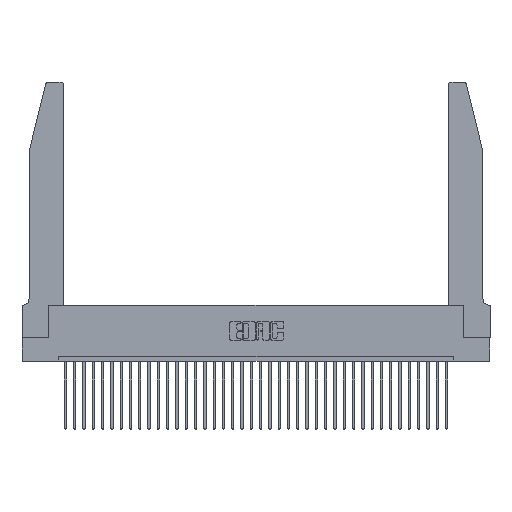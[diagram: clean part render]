
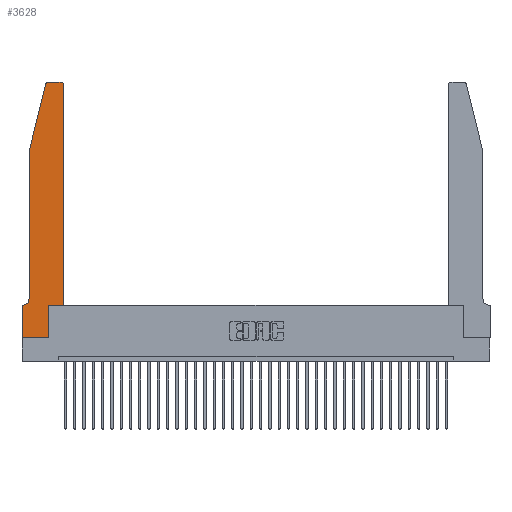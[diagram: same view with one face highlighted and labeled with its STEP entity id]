
A CAD part, top view. The second image highlights one B-rep face of the part: STEP entity #3628.
In plain terms, the highlighted planar face has unit normal (0, 0, 1).
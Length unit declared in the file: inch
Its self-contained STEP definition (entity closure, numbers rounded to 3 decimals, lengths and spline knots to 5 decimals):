
#65 = DIRECTION ( 'NONE',  ( 1., 0., 0. ) ) ;
#523 = VERTEX_POINT ( 'NONE', #23458 ) ;
#745 = CARTESIAN_POINT ( 'NONE',  ( 0.2865, 0.35, 0.37 ) ) ;
#1157 = CARTESIAN_POINT ( 'NONE',  ( 0.4505, 0.35, 0.37 ) ) ;
#1918 = CARTESIAN_POINT ( 'NONE',  ( 0., 0., 0.37 ) ) ;
#1929 = CARTESIAN_POINT ( 'NONE',  ( 0.4505, 0.35, 0.37 ) ) ;
#2684 = AXIS2_PLACEMENT_3D ( 'NONE', #10300, #15993, #27036 ) ;
#3628 = ADVANCED_FACE ( 'NONE', ( #17139 ), #7492, .T. ) ;
#3967 = EDGE_CURVE ( 'NONE', #13049, #29288, #6111, .T. ) ;
#4222 = EDGE_CURVE ( 'NONE', #17118, #7793, #11349, .T. ) ;
#4223 = CARTESIAN_POINT ( 'NONE',  ( 0.2865, 0.35, 0.37 ) ) ;
#4359 = EDGE_CURVE ( 'NONE', #13797, #6720, #18855, .T. ) ;
#4889 = DIRECTION ( 'NONE',  ( -1., 0., 0. ) ) ;
#4906 = AXIS2_PLACEMENT_3D ( 'NONE', #32265, #9943, #35123 ) ;
#4980 = LINE ( 'NONE', #21711, #35292 ) ;
#5700 = CARTESIAN_POINT ( 'NONE',  ( 0.0755, 2., 0.37 ) ) ;
#5874 = ORIENTED_EDGE ( 'NONE', *, *, #15883, .T. ) ;
#6111 = CIRCLE ( 'NONE', #9511, 0.03 ) ;
#6665 = VERTEX_POINT ( 'NONE', #26372 ) ;
#6720 = VERTEX_POINT ( 'NONE', #745 ) ;
#6959 = ORIENTED_EDGE ( 'NONE', *, *, #15083, .T. ) ;
#6997 = ORIENTED_EDGE ( 'NONE', *, *, #8653, .T. ) ;
#7451 = LINE ( 'NONE', #1918, #33780 ) ;
#7492 = PLANE ( 'NONE',  #2684 ) ;
#7793 = VERTEX_POINT ( 'NONE', #18850 ) ;
#8653 = EDGE_CURVE ( 'NONE', #25717, #13797, #33388, .T. ) ;
#8979 = CIRCLE ( 'NONE', #4906, 0.07 ) ;
#9033 = ORIENTED_EDGE ( 'NONE', *, *, #15591, .T. ) ;
#9250 = VERTEX_POINT ( 'NONE', #20714 ) ;
#9511 = AXIS2_PLACEMENT_3D ( 'NONE', #30645, #13970, #65 ) ;
#9943 = DIRECTION ( 'NONE',  ( 0., 0., -1. ) ) ;
#10300 = CARTESIAN_POINT ( 'NONE',  ( 0., 0.35, 0.37 ) ) ;
#10520 = CIRCLE ( 'NONE', #12100, 0.03 ) ;
#11349 = LINE ( 'NONE', #30024, #31994 ) ;
#12100 = AXIS2_PLACEMENT_3D ( 'NONE', #24763, #33224, #16468 ) ;
#12192 = ORIENTED_EDGE ( 'NONE', *, *, #35953, .T. ) ;
#12499 = CARTESIAN_POINT ( 'NONE',  ( 0.0755, 2., 0.37 ) ) ;
#13049 = VERTEX_POINT ( 'NONE', #29564 ) ;
#13058 = CARTESIAN_POINT ( 'NONE',  ( 0.25487, 2.72718, 0.37 ) ) ;
#13797 = VERTEX_POINT ( 'NONE', #30681 ) ;
#13970 = DIRECTION ( 'NONE',  ( 0., 0., 1. ) ) ;
#14233 = ORIENTED_EDGE ( 'NONE', *, *, #3967, .T. ) ;
#14478 = ORIENTED_EDGE ( 'NONE', *, *, #22317, .T. ) ;
#14528 = VECTOR ( 'NONE', #20612, 39.37008 ) ;
#15083 = EDGE_CURVE ( 'NONE', #32802, #34013, #25957, .T. ) ;
#15591 = EDGE_CURVE ( 'NONE', #9250, #6665, #22413, .T. ) ;
#15883 = EDGE_CURVE ( 'NONE', #7793, #523, #10520, .T. ) ;
#15993 = DIRECTION ( 'NONE',  ( 0., 0., 1. ) ) ;
#16468 = DIRECTION ( 'NONE',  ( 1., 0., 0. ) ) ;
#17019 = LINE ( 'NONE', #1929, #28889 ) ;
#17118 = VERTEX_POINT ( 'NONE', #1157 ) ;
#17139 = FACE_OUTER_BOUND ( 'NONE', #25074, .T. ) ;
#17380 = VECTOR ( 'NONE', #33962, 39.37008 ) ;
#18850 = CARTESIAN_POINT ( 'NONE',  ( 0.4505, 2.72, 0.37 ) ) ;
#18855 = LINE ( 'NONE', #4223, #31961 ) ;
#19171 = EDGE_CURVE ( 'NONE', #34013, #9250, #8979, .T. ) ;
#19204 = CARTESIAN_POINT ( 'NONE',  ( 0., 0., 0.37 ) ) ;
#19740 = EDGE_CURVE ( 'NONE', #6720, #17118, #17019, .T. ) ;
#20429 = LINE ( 'NONE', #31618, #17380 ) ;
#20612 = DIRECTION ( 'NONE',  ( 0., -1., 0. ) ) ;
#20714 = CARTESIAN_POINT ( 'NONE',  ( 0.0055, 0.35, 0.37 ) ) ;
#21032 = ORIENTED_EDGE ( 'NONE', *, *, #19171, .T. ) ;
#21711 = CARTESIAN_POINT ( 'NONE',  ( 0.2605, 2.75, 0.37 ) ) ;
#22317 = EDGE_CURVE ( 'NONE', #523, #13049, #4980, .T. ) ;
#22413 = LINE ( 'NONE', #26404, #33384 ) ;
#23458 = CARTESIAN_POINT ( 'NONE',  ( 0.4205, 2.75, 0.37 ) ) ;
#24061 = EDGE_CURVE ( 'NONE', #6665, #25717, #7451, .T. ) ;
#24763 = CARTESIAN_POINT ( 'NONE',  ( 0.4205, 2.72, 0.37 ) ) ;
#25074 = EDGE_LOOP ( 'NONE', ( #14478, #14233, #12192, #6959, #21032, #9033, #26650, #6997, #32841, #29995, #27048, #5874 ) ) ;
#25717 = VERTEX_POINT ( 'NONE', #19204 ) ;
#25957 = LINE ( 'NONE', #12499, #14528 ) ;
#26372 = CARTESIAN_POINT ( 'NONE',  ( 0., 0.35, 0.37 ) ) ;
#26404 = CARTESIAN_POINT ( 'NONE',  ( 0.0755, 0.35, 0.37 ) ) ;
#26650 = ORIENTED_EDGE ( 'NONE', *, *, #24061, .T. ) ;
#26703 = DIRECTION ( 'NONE',  ( 0., 1., 0. ) ) ;
#27036 = DIRECTION ( 'NONE',  ( 1., 0., 0. ) ) ;
#27048 = ORIENTED_EDGE ( 'NONE', *, *, #4222, .T. ) ;
#27237 = DIRECTION ( 'NONE',  ( 0., -1., 0. ) ) ;
#28889 = VECTOR ( 'NONE', #34392, 39.37008 ) ;
#28969 = DIRECTION ( 'NONE',  ( -1., 0., 0. ) ) ;
#28977 = DIRECTION ( 'NONE',  ( 1., 0., 0. ) ) ;
#29288 = VERTEX_POINT ( 'NONE', #13058 ) ;
#29564 = CARTESIAN_POINT ( 'NONE',  ( 0.284, 2.75, 0.37 ) ) ;
#29995 = ORIENTED_EDGE ( 'NONE', *, *, #19740, .T. ) ;
#30024 = CARTESIAN_POINT ( 'NONE',  ( 0.4505, 0.35, 0.37 ) ) ;
#30645 = CARTESIAN_POINT ( 'NONE',  ( 0.284, 2.72, 0.37 ) ) ;
#30681 = CARTESIAN_POINT ( 'NONE',  ( 0.2865, 0., 0.37 ) ) ;
#31155 = VECTOR ( 'NONE', #28977, 39.37008 ) ;
#31182 = DIRECTION ( 'NONE',  ( 0., 1., 0. ) ) ;
#31618 = CARTESIAN_POINT ( 'NONE',  ( 0.0755, 2., 0.37 ) ) ;
#31961 = VECTOR ( 'NONE', #26703, 39.37008 ) ;
#31994 = VECTOR ( 'NONE', #31182, 39.37008 ) ;
#32138 = CARTESIAN_POINT ( 'NONE',  ( 0., 0., 0.37 ) ) ;
#32265 = CARTESIAN_POINT ( 'NONE',  ( 0.0055, 0.42, 0.37 ) ) ;
#32802 = VERTEX_POINT ( 'NONE', #5700 ) ;
#32841 = ORIENTED_EDGE ( 'NONE', *, *, #4359, .T. ) ;
#33224 = DIRECTION ( 'NONE',  ( 0., 0., 1. ) ) ;
#33356 = CARTESIAN_POINT ( 'NONE',  ( 0.0755, 0.42, 0.37 ) ) ;
#33384 = VECTOR ( 'NONE', #28969, 39.37008 ) ;
#33388 = LINE ( 'NONE', #32138, #31155 ) ;
#33780 = VECTOR ( 'NONE', #27237, 39.37008 ) ;
#33962 = DIRECTION ( 'NONE',  ( -0.239, -0.971, 0. ) ) ;
#34013 = VERTEX_POINT ( 'NONE', #33356 ) ;
#34392 = DIRECTION ( 'NONE',  ( 1., 0., 0. ) ) ;
#35123 = DIRECTION ( 'NONE',  ( -1., 0., 0. ) ) ;
#35292 = VECTOR ( 'NONE', #4889, 39.37008 ) ;
#35953 = EDGE_CURVE ( 'NONE', #29288, #32802, #20429, .T. ) ;
